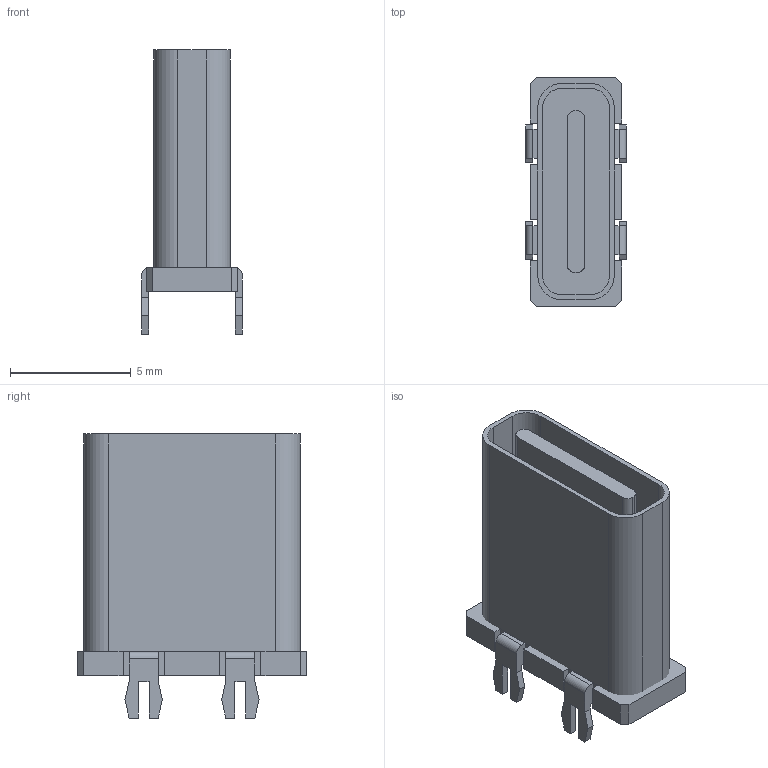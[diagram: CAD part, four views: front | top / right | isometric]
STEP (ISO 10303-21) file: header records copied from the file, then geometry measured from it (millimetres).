
FILE_DESCRIPTION(/* description */ ('STEP AP242','CAx-IF Rec.Pracs.---Representation and Presentation of Product Manufacturing Information (PMI)---4.0---2014-10-13','CAx-IF Rec.Pracs.---3D Tessellated Geometry---0.4---2014-09-14','2;1'),/* implementation_level */ '2;1');
FILE_NAME(/* name */ '64e3ae4672ecee51d7af0c1a',/* time_stamp */ '2023-08-21T18:34:47Z',/* author */ (''),/* organization */ (''),/* preprocessor_version */ 'ST-DEVELOPER v19.4',/* originating_system */ ' ',/* authorisation */ ' ');
FILE_SCHEMA (('AP242_MANAGED_MODEL_BASED_3D_ENGINEERING_MIM_LF { 1 0 10303 442 1 1 4 }'));
Length unit declared in the file: metre
Products named in the file (2): Part 2; Part 1
Bounding box: 4.16 x 9.5 x 11.75 mm (x, y, z)
Volume: 123.3 mm3; surface area: 699.8 mm2
Topology: 2 solids, 2 shells, 113 faces, 324 edges, 216 vertices
Faces by surface type: plane 97, cylinder 16
Entity records: 3702 total; most frequent: CARTESIAN_POINT 655, ORIENTED_EDGE 648, DIRECTION 586, EDGE_CURVE 324, LINE 292, VECTOR 292, VERTEX_POINT 216, AXIS2_PLACEMENT_3D 147
